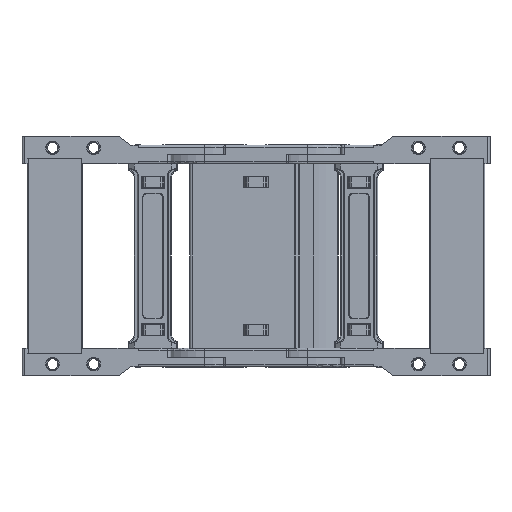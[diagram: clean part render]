
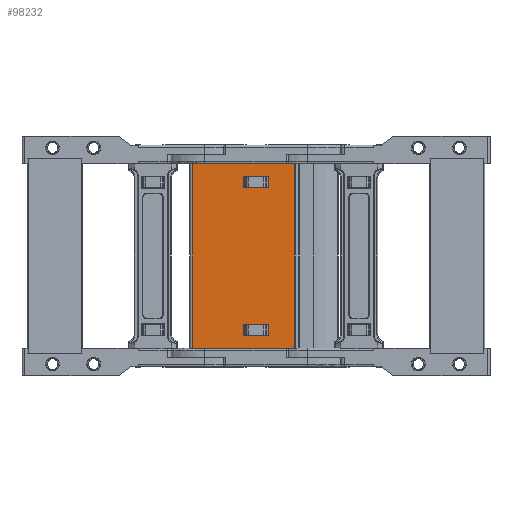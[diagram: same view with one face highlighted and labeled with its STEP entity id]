
A CAD part, front view. The second image highlights one B-rep face of the part: STEP entity #98232.
In plain terms, the highlighted planar face has unit normal (0, -1, 0).
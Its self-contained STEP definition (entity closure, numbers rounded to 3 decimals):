
#268 = EDGE_CURVE ( 'NONE', #118064, #35616, #21624, .T. ) ;
#9821 = CARTESIAN_POINT ( 'NONE',  ( -40.943, 70.399, 55.884 ) ) ;
#13788 = VERTEX_POINT ( 'NONE', #32683 ) ;
#14487 = VERTEX_POINT ( 'NONE', #120858 ) ;
#15981 = DIRECTION ( 'NONE',  ( -1., 0., 0. ) ) ;
#18689 = VERTEX_POINT ( 'NONE', #39283 ) ;
#19960 = EDGE_LOOP ( 'NONE', ( #112187, #81474, #77707, #164240 ) ) ;
#20397 = DIRECTION ( 'NONE',  ( 0., 0., -1. ) ) ;
#21624 = LINE ( 'NONE', #159437, #26096 ) ;
#22850 = CARTESIAN_POINT ( 'NONE',  ( -40.943, 70.399, -25.416 ) ) ;
#24840 = FACE_BOUND ( 'NONE', #123013, .T. ) ;
#26096 = VECTOR ( 'NONE', #132811, 1000. ) ;
#28580 = CARTESIAN_POINT ( 'NONE',  ( -43.943, 70.399, 8.434 ) ) ;
#29069 = EDGE_CURVE ( 'NONE', #49295, #146143, #106298, .T. ) ;
#29485 = CARTESIAN_POINT ( 'NONE',  ( -26.943, 70.399, -25.416 ) ) ;
#32039 = CARTESIAN_POINT ( 'NONE',  ( -43.943, 70.399, -32.166 ) ) ;
#32493 = VECTOR ( 'NONE', #181997, 1000. ) ;
#32683 = CARTESIAN_POINT ( 'NONE',  ( -68.923, 70.399, -32.166 ) ) ;
#33801 = EDGE_LOOP ( 'NONE', ( #121469, #66343, #147977, #70285 ) ) ;
#35616 = VERTEX_POINT ( 'NONE', #22850 ) ;
#39283 = CARTESIAN_POINT ( 'NONE',  ( -68.923, 70.399, 68.934 ) ) ;
#41999 = CARTESIAN_POINT ( 'NONE',  ( -12.723, 70.399, 68.934 ) ) ;
#42909 = VERTEX_POINT ( 'NONE', #163018 ) ;
#45189 = VERTEX_POINT ( 'NONE', #29485 ) ;
#45754 = LINE ( 'NONE', #98035, #156616 ) ;
#48422 = CARTESIAN_POINT ( 'NONE',  ( -26.943, 70.399, -19.116 ) ) ;
#49295 = VERTEX_POINT ( 'NONE', #41999 ) ;
#51458 = ORIENTED_EDGE ( 'NONE', *, *, #128534, .T. ) ;
#58401 = EDGE_CURVE ( 'NONE', #141627, #118064, #178756, .T. ) ;
#58674 = LINE ( 'NONE', #9821, #127405 ) ;
#58890 = DIRECTION ( 'NONE',  ( 0., 0., -1. ) ) ;
#60849 = DIRECTION ( 'NONE',  ( 0., 0., 1. ) ) ;
#62509 = FACE_BOUND ( 'NONE', #19960, .T. ) ;
#66343 = ORIENTED_EDGE ( 'NONE', *, *, #180386, .T. ) ;
#67483 = LINE ( 'NONE', #32039, #120640 ) ;
#69225 = LINE ( 'NONE', #74670, #80420 ) ;
#70285 = ORIENTED_EDGE ( 'NONE', *, *, #106766, .F. ) ;
#71437 = CARTESIAN_POINT ( 'NONE',  ( -40.943, 70.399, -19.116 ) ) ;
#74670 = CARTESIAN_POINT ( 'NONE',  ( -40.943, 70.399, -25.416 ) ) ;
#77707 = ORIENTED_EDGE ( 'NONE', *, *, #113186, .F. ) ;
#80420 = VECTOR ( 'NONE', #174970, 1000. ) ;
#80725 = VECTOR ( 'NONE', #150209, 1000. ) ;
#81474 = ORIENTED_EDGE ( 'NONE', *, *, #136951, .F. ) ;
#86789 = LINE ( 'NONE', #104056, #146642 ) ;
#87556 = VERTEX_POINT ( 'NONE', #127041 ) ;
#87557 = CARTESIAN_POINT ( 'NONE',  ( -40.943, 70.399, 62.184 ) ) ;
#92235 = DIRECTION ( 'NONE',  ( 0., 0., 1. ) ) ;
#94219 = DIRECTION ( 'NONE',  ( -1., 0., 0. ) ) ;
#96193 = LINE ( 'NONE', #122391, #80725 ) ;
#98035 = CARTESIAN_POINT ( 'NONE',  ( -40.943, 70.399, 62.184 ) ) ;
#98232 = ADVANCED_FACE ( 'NONE', ( #62509, #100211, #24840 ), #157315, .F. ) ;
#100211 = FACE_OUTER_BOUND ( 'NONE', #33801, .T. ) ;
#100339 = VECTOR ( 'NONE', #60849, 1000. ) ;
#103483 = VECTOR ( 'NONE', #94219, 1000. ) ;
#104056 = CARTESIAN_POINT ( 'NONE',  ( -68.923, 70.399, 90.053 ) ) ;
#105023 = ORIENTED_EDGE ( 'NONE', *, *, #119963, .T. ) ;
#106298 = LINE ( 'NONE', #164141, #161504 ) ;
#106766 = EDGE_CURVE ( 'NONE', #146143, #13788, #67483, .T. ) ;
#112187 = ORIENTED_EDGE ( 'NONE', *, *, #58401, .F. ) ;
#113186 = EDGE_CURVE ( 'NONE', #35616, #45189, #69225, .T. ) ;
#116015 = VECTOR ( 'NONE', #161609, 1000. ) ;
#118064 = VERTEX_POINT ( 'NONE', #71437 ) ;
#119963 = EDGE_CURVE ( 'NONE', #87556, #14487, #126974, .T. ) ;
#120640 = VECTOR ( 'NONE', #15981, 1000. ) ;
#120858 = CARTESIAN_POINT ( 'NONE',  ( -26.943, 70.399, 55.884 ) ) ;
#121469 = ORIENTED_EDGE ( 'NONE', *, *, #29069, .F. ) ;
#122391 = CARTESIAN_POINT ( 'NONE',  ( -43.943, 70.399, 68.934 ) ) ;
#123013 = EDGE_LOOP ( 'NONE', ( #51458, #146658, #136216, #105023 ) ) ;
#123099 = VERTEX_POINT ( 'NONE', #87557 ) ;
#125954 = EDGE_CURVE ( 'NONE', #123099, #87556, #45754, .T. ) ;
#126974 = LINE ( 'NONE', #142498, #116015 ) ;
#127041 = CARTESIAN_POINT ( 'NONE',  ( -26.943, 70.399, 62.184 ) ) ;
#127405 = VECTOR ( 'NONE', #92235, 1000. ) ;
#128534 = EDGE_CURVE ( 'NONE', #14487, #42909, #171970, .T. ) ;
#131422 = LINE ( 'NONE', #48422, #100339 ) ;
#132811 = DIRECTION ( 'NONE',  ( 0., 0., -1. ) ) ;
#133657 = CARTESIAN_POINT ( 'NONE',  ( -12.723, 70.399, -32.166 ) ) ;
#136216 = ORIENTED_EDGE ( 'NONE', *, *, #125954, .T. ) ;
#136951 = EDGE_CURVE ( 'NONE', #45189, #141627, #131422, .T. ) ;
#141627 = VERTEX_POINT ( 'NONE', #170102 ) ;
#142498 = CARTESIAN_POINT ( 'NONE',  ( -26.943, 70.399, 55.884 ) ) ;
#143089 = DIRECTION ( 'NONE',  ( 0., 1., 0. ) ) ;
#146143 = VERTEX_POINT ( 'NONE', #133657 ) ;
#146642 = VECTOR ( 'NONE', #20397, 1000. ) ;
#146658 = ORIENTED_EDGE ( 'NONE', *, *, #183261, .T. ) ;
#147977 = ORIENTED_EDGE ( 'NONE', *, *, #149475, .T. ) ;
#149281 = CARTESIAN_POINT ( 'NONE',  ( -40.943, 70.399, -19.116 ) ) ;
#149475 = EDGE_CURVE ( 'NONE', #18689, #13788, #86789, .T. ) ;
#150209 = DIRECTION ( 'NONE',  ( -1., 0., 0. ) ) ;
#156616 = VECTOR ( 'NONE', #167973, 1000. ) ;
#157315 = PLANE ( 'NONE',  #181690 ) ;
#159437 = CARTESIAN_POINT ( 'NONE',  ( -40.943, 70.399, -19.116 ) ) ;
#161504 = VECTOR ( 'NONE', #163534, 1000. ) ;
#161609 = DIRECTION ( 'NONE',  ( 0., 0., -1. ) ) ;
#163018 = CARTESIAN_POINT ( 'NONE',  ( -40.943, 70.399, 55.884 ) ) ;
#163534 = DIRECTION ( 'NONE',  ( 0., 0., -1. ) ) ;
#164141 = CARTESIAN_POINT ( 'NONE',  ( -12.723, 70.399, 90.053 ) ) ;
#164240 = ORIENTED_EDGE ( 'NONE', *, *, #268, .F. ) ;
#167973 = DIRECTION ( 'NONE',  ( 1., 0., 0. ) ) ;
#170102 = CARTESIAN_POINT ( 'NONE',  ( -26.943, 70.399, -19.116 ) ) ;
#171970 = LINE ( 'NONE', #180160, #32493 ) ;
#174970 = DIRECTION ( 'NONE',  ( 1., 0., 0. ) ) ;
#178756 = LINE ( 'NONE', #149281, #103483 ) ;
#180160 = CARTESIAN_POINT ( 'NONE',  ( -40.943, 70.399, 55.884 ) ) ;
#180386 = EDGE_CURVE ( 'NONE', #49295, #18689, #96193, .T. ) ;
#181690 = AXIS2_PLACEMENT_3D ( 'NONE', #28580, #143089, #58890 ) ;
#181997 = DIRECTION ( 'NONE',  ( -1., 0., 0. ) ) ;
#183261 = EDGE_CURVE ( 'NONE', #42909, #123099, #58674, .T. ) ;
